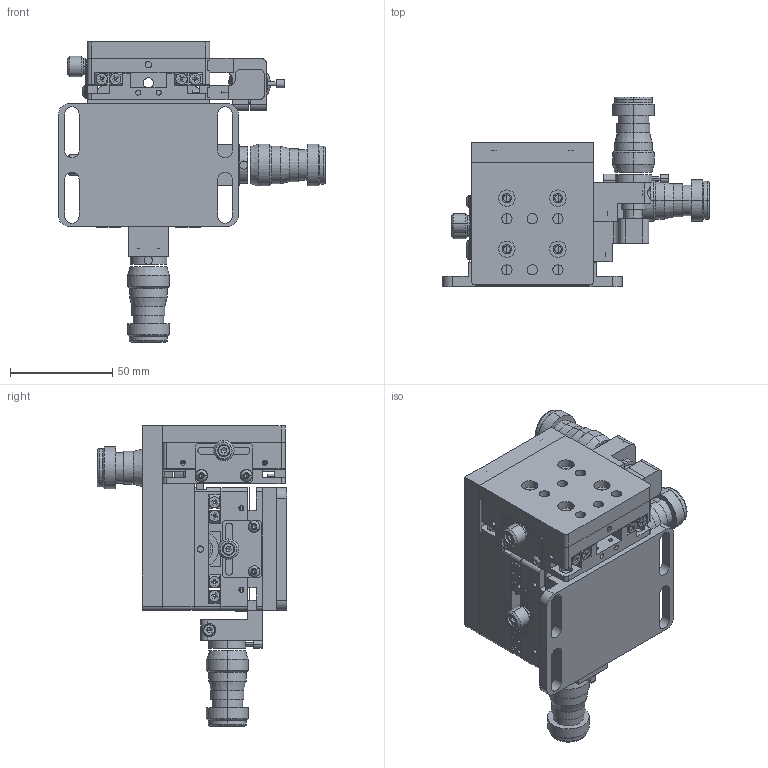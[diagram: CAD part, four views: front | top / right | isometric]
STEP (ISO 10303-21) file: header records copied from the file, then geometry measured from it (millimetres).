
FILE_DESCRIPTION (( 'STEP AP203' ), '1' );
FILE_NAME ('06FAS-3RNM.STEP', '2020-04-14T09:48:07', ( '' ), ( '' ), 'SwSTEP 2.0', 'SolidWorks 2016', '' );
FILE_SCHEMA (( 'CONFIG_CONTROL_DESIGN' ));
Length unit declared in the file: millimetre
Products named in the file (1): 06FAS-3RNM
Bounding box: 130.7 x 92.8 x 147 mm (x, y, z)
Surface area: 119015.7 mm2 (no closed solid volume)
Topology: 0 solids, 81 shells, 1352 faces, 4564 edges, 3236 vertices
Faces by surface type: plane 781, cylinder 381, cone 120, bspline 46, torus 16, sphere 8
Entity records: 53126 total; most frequent: CARTESIAN_POINT 14065, DIRECTION 8053, ORIENTED_EDGE 7140, EDGE_CURVE 4546, VERTEX_POINT 3236, VECTOR 2733, LINE 2733, AXIS2_PLACEMENT_3D 2660
